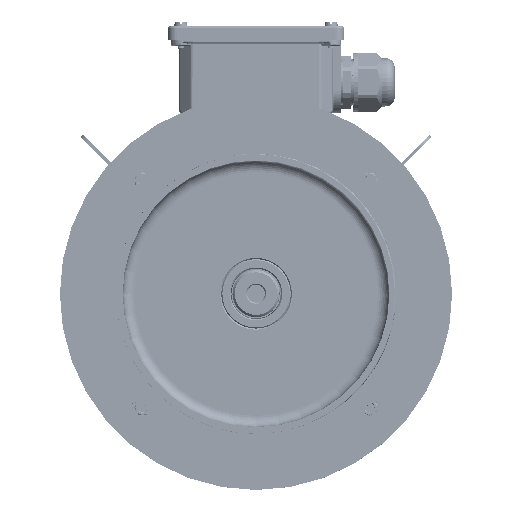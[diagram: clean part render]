
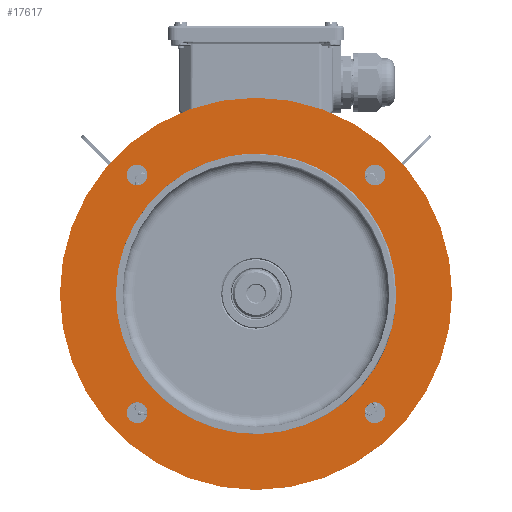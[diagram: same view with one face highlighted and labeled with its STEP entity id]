
A CAD part, top view. The second image highlights one B-rep face of the part: STEP entity #17617.
In plain terms, the highlighted planar face has unit normal (0, 0, 1).
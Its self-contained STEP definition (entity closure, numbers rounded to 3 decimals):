
#11092=PLANE('',#148207);
#13689=FACE_BOUND('',#35641,.T.);
#13690=FACE_BOUND('',#35642,.T.);
#13691=FACE_BOUND('',#35643,.T.);
#13692=FACE_BOUND('',#35644,.T.);
#13693=FACE_BOUND('',#35645,.T.);
#13694=FACE_BOUND('',#35646,.T.);
#17617=ADVANCED_FACE('',(#13689,#13690,#13691,#13692,#13693,#13694),#11092,
 .T.);
#35641=EDGE_LOOP('',(#79266,#79267));
#35642=EDGE_LOOP('',(#79268,#79269));
#35643=EDGE_LOOP('',(#79270,#79271));
#35644=EDGE_LOOP('',(#79272,#79273));
#35645=EDGE_LOOP('',(#79274,#79275));
#35646=EDGE_LOOP('',(#79276,#79277));
#79266=ORIENTED_EDGE('',*,*,#126390,.F.);
#79267=ORIENTED_EDGE('',*,*,#126389,.F.);
#79268=ORIENTED_EDGE('',*,*,#126386,.F.);
#79269=ORIENTED_EDGE('',*,*,#126385,.F.);
#79270=ORIENTED_EDGE('',*,*,#126382,.F.);
#79271=ORIENTED_EDGE('',*,*,#126381,.F.);
#79272=ORIENTED_EDGE('',*,*,#126538,.F.);
#79273=ORIENTED_EDGE('',*,*,#126393,.F.);
#79274=ORIENTED_EDGE('',*,*,#126459,.T.);
#79275=ORIENTED_EDGE('',*,*,#126539,.T.);
#79276=ORIENTED_EDGE('',*,*,#126464,.F.);
#79277=ORIENTED_EDGE('',*,*,#126537,.F.);
#110777=VERTEX_POINT('',#218157);
#110778=VERTEX_POINT('',#218159);
#110779=VERTEX_POINT('',#218165);
#110780=VERTEX_POINT('',#218167);
#110781=VERTEX_POINT('',#218173);
#110782=VERTEX_POINT('',#218175);
#110783=VERTEX_POINT('',#218181);
#110784=VERTEX_POINT('',#218183);
#110843=VERTEX_POINT('',#218326);
#110844=VERTEX_POINT('',#218328);
#110848=VERTEX_POINT('',#218361);
#110849=VERTEX_POINT('',#218363);
#126381=EDGE_CURVE('',#110778,#110777,#141170,.T.);
#126382=EDGE_CURVE('',#110777,#110778,#141171,.T.);
#126385=EDGE_CURVE('',#110780,#110779,#141172,.T.);
#126386=EDGE_CURVE('',#110779,#110780,#141173,.T.);
#126389=EDGE_CURVE('',#110782,#110781,#141174,.T.);
#126390=EDGE_CURVE('',#110781,#110782,#141175,.T.);
#126393=EDGE_CURVE('',#110784,#110783,#141176,.T.);
#126459=EDGE_CURVE('',#110844,#110843,#141211,.T.);
#126464=EDGE_CURVE('',#110848,#110849,#141213,.T.);
#126537=EDGE_CURVE('',#110849,#110848,#141253,.T.);
#126538=EDGE_CURVE('',#110783,#110784,#141254,.T.);
#126539=EDGE_CURVE('',#110843,#110844,#141255,.T.);
#141170=CIRCLE('',#148066,9.25);
#141171=CIRCLE('',#148068,9.25);
#141172=CIRCLE('',#148070,9.25);
#141173=CIRCLE('',#148072,9.25);
#141174=CIRCLE('',#148074,9.25);
#141175=CIRCLE('',#148076,9.25);
#141176=CIRCLE('',#148078,9.25);
#141211=CIRCLE('',#148131,175.);
#141213=CIRCLE('',#148134,125.);
#141253=CIRCLE('',#148203,125.);
#141254=CIRCLE('',#148205,9.25);
#141255=CIRCLE('',#148206,175.);
#148066=AXIS2_PLACEMENT_3D('',#218160,#167962,#167963);
#148068=AXIS2_PLACEMENT_3D('',#218162,#167966,#167967);
#148070=AXIS2_PLACEMENT_3D('',#218168,#167972,#167973);
#148072=AXIS2_PLACEMENT_3D('',#218170,#167976,#167977);
#148074=AXIS2_PLACEMENT_3D('',#218176,#167982,#167983);
#148076=AXIS2_PLACEMENT_3D('',#218178,#167986,#167987);
#148078=AXIS2_PLACEMENT_3D('',#218184,#167992,#167993);
#148131=AXIS2_PLACEMENT_3D('',#218327,#168129,#168130);
#148134=AXIS2_PLACEMENT_3D('',#218362,#168137,#168138);
#148203=AXIS2_PLACEMENT_3D('',#218589,#168299,#168300);
#148205=AXIS2_PLACEMENT_3D('',#218591,#168303,#168304);
#148206=AXIS2_PLACEMENT_3D('',#218592,#168305,#168306);
#148207=AXIS2_PLACEMENT_3D('',#218593,#168307,#168308);
#167962=DIRECTION('',(0.,0.,1.));
#167963=DIRECTION('',(1.,0.,0.));
#167966=DIRECTION('',(0.,0.,1.));
#167967=DIRECTION('',(1.,0.,0.));
#167972=DIRECTION('',(0.,0.,1.));
#167973=DIRECTION('',(1.,0.,0.));
#167976=DIRECTION('',(0.,0.,1.));
#167977=DIRECTION('',(1.,0.,0.));
#167982=DIRECTION('',(0.,0.,1.));
#167983=DIRECTION('',(1.,0.,0.));
#167986=DIRECTION('',(0.,0.,1.));
#167987=DIRECTION('',(1.,0.,0.));
#167992=DIRECTION('',(0.,0.,1.));
#167993=DIRECTION('',(1.,0.,0.));
#168129=DIRECTION('',(0.,0.,1.));
#168130=DIRECTION('',(1.,0.,0.));
#168137=DIRECTION('',(0.,0.,1.));
#168138=DIRECTION('',(1.,0.,0.));
#168299=DIRECTION('',(0.,0.,1.));
#168300=DIRECTION('',(1.,0.,0.));
#168303=DIRECTION('',(0.,0.,1.));
#168304=DIRECTION('',(1.,0.,0.));
#168305=DIRECTION('',(0.,0.,1.));
#168306=DIRECTION('',(1.,0.,0.));
#168307=DIRECTION('',(0.,0.,1.));
#168308=DIRECTION('',(-1.,0.,0.));
#218157=CARTESIAN_POINT('',(-96.816,103.484,213.457));
#218159=CARTESIAN_POINT('',(-115.316,103.484,213.457));
#218160=CARTESIAN_POINT('',(-106.066,103.484,213.457));
#218162=CARTESIAN_POINT('',(-106.066,103.484,213.457));
#218165=CARTESIAN_POINT('',(-96.816,-108.648,213.457));
#218167=CARTESIAN_POINT('',(-115.316,-108.648,213.457));
#218168=CARTESIAN_POINT('',(-106.066,-108.648,213.457));
#218170=CARTESIAN_POINT('',(-106.066,-108.648,213.457));
#218173=CARTESIAN_POINT('',(115.316,-108.648,213.457));
#218175=CARTESIAN_POINT('',(96.816,-108.648,213.457));
#218176=CARTESIAN_POINT('',(106.066,-108.648,213.457));
#218178=CARTESIAN_POINT('',(106.066,-108.648,213.457));
#218181=CARTESIAN_POINT('',(115.316,103.484,213.457));
#218183=CARTESIAN_POINT('',(96.816,103.484,213.457));
#218184=CARTESIAN_POINT('',(106.066,103.484,213.457));
#218326=CARTESIAN_POINT('',(-175.,-2.582,213.457));
#218327=CARTESIAN_POINT('',(0.,-2.582,213.457));
#218328=CARTESIAN_POINT('',(175.,-2.582,213.457));
#218361=CARTESIAN_POINT('',(125.,-2.582,213.457));
#218362=CARTESIAN_POINT('',(0.,-2.582,213.457));
#218363=CARTESIAN_POINT('',(-125.,-2.582,213.457));
#218589=CARTESIAN_POINT('',(0.,-2.582,213.457));
#218591=CARTESIAN_POINT('',(106.066,103.484,213.457));
#218592=CARTESIAN_POINT('',(0.,-2.582,213.457));
#218593=CARTESIAN_POINT('',(0.,-231.817,213.457));
